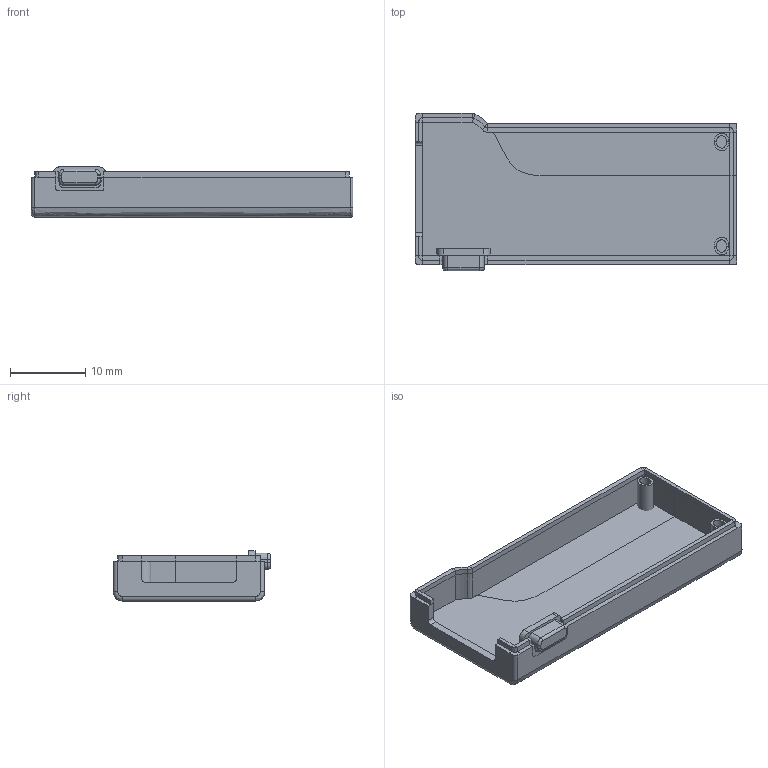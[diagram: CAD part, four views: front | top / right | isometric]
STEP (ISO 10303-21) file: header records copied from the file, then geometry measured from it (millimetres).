
FILE_DESCRIPTION(/* description */ (''),/* implementation_level */ '2;1');
FILE_NAME(/* name */ 'BOTTOM~1',/* time_stamp */ '2024-02-01T18:40:21+05:00',/* author */ (''),/* organization */ (''),/* preprocessor_version */ 'ST-DEVELOPER v16.5',/* originating_system */ '',/* authorisation */ '');
FILE_SCHEMA (('CONFIG_CONTROL_DESIGN'));
Length unit declared in the file: millimetre
Products named in the file (1): Document
Bounding box: 42.69 x 20.84 x 6.63 mm (x, y, z)
Volume: 56.4 mm3; surface area: 3084 mm2
Topology: 5 solids, 7 shells, 189 faces, 440 edges, 253 vertices
Faces by surface type: bspline 189
Entity records: 13271 total; most frequent: CARTESIAN_POINT 7708, B_SPLINE_CURVE_WITH_KNOTS 1072, ORIENTED_EDGE 856, PCURVE 856, DEFINITIONAL_REPRESENTATION 856, SURFACE_CURVE 436, EDGE_CURVE 436, VERTEX_POINT 249
